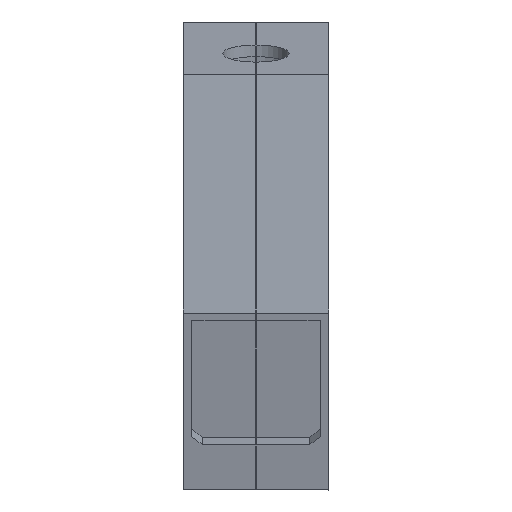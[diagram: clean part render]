
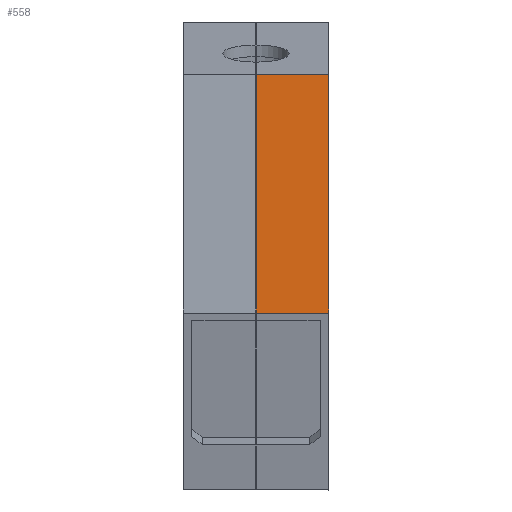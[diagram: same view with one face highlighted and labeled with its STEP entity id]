
A CAD part, top view. The second image highlights one B-rep face of the part: STEP entity #558.
In plain terms, the highlighted planar face has unit normal (0, 0, 1).
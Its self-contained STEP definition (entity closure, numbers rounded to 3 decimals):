
#538=AXIS2_PLACEMENT_3D('Plane Axis2P3D',#535,#536,#537) ;
#77=CARTESIAN_POINT('Vertex',(15.1,43.007,70.1)) ;
#80=CARTESIAN_POINT('Line Origine',(15.1,30.647,70.1)) ;
#84=CARTESIAN_POINT('Vertex',(15.1,18.287,70.1)) ;
#517=CARTESIAN_POINT('Vertex',(7.6,43.007,70.1)) ;
#520=CARTESIAN_POINT('Line Origine',(11.35,43.007,70.1)) ;
#535=CARTESIAN_POINT('Axis2P3D Location',(15.1,43.007,70.1)) ;
#540=CARTESIAN_POINT('Line Origine',(7.6,30.647,70.1)) ;
#544=CARTESIAN_POINT('Vertex',(7.6,18.287,70.1)) ;
#547=CARTESIAN_POINT('Line Origine',(11.35,18.287,70.1)) ;
#81=DIRECTION('Vector Direction',(0.,-1.,0.)) ;
#521=DIRECTION('Vector Direction',(-1.,0.,0.)) ;
#536=DIRECTION('Axis2P3D Direction',(0.,0.,-1.)) ;
#537=DIRECTION('Axis2P3D XDirection',(0.,-1.,0.)) ;
#541=DIRECTION('Vector Direction',(0.,-1.,0.)) ;
#548=DIRECTION('Vector Direction',(-1.,0.,0.)) ;
#82=VECTOR('Line Direction',#81,1.) ;
#522=VECTOR('Line Direction',#521,1.) ;
#542=VECTOR('Line Direction',#541,1.) ;
#549=VECTOR('Line Direction',#548,1.) ;
#553=ORIENTED_EDGE('',*,*,#546,.F.) ;
#554=ORIENTED_EDGE('',*,*,#551,.F.) ;
#555=ORIENTED_EDGE('',*,*,#86,.F.) ;
#556=ORIENTED_EDGE('',*,*,#524,.T.) ;
#558=ADVANCED_FACE('SECONDARY',(#557),#539,.F.) ;
#86=EDGE_CURVE('',#78,#85,#83,.T.) ;
#524=EDGE_CURVE('',#78,#518,#523,.T.) ;
#546=EDGE_CURVE('',#545,#518,#543,.F.) ;
#551=EDGE_CURVE('',#85,#545,#550,.T.) ;
#552=EDGE_LOOP('',(#553,#554,#555,#556)) ;
#557=FACE_OUTER_BOUND('',#552,.T.) ;
#83=LINE('Line',#80,#82) ;
#523=LINE('Line',#520,#522) ;
#543=LINE('Line',#540,#542) ;
#550=LINE('Line',#547,#549) ;
#539=PLANE('',#538) ;
#78=VERTEX_POINT('',#77) ;
#85=VERTEX_POINT('',#84) ;
#518=VERTEX_POINT('',#517) ;
#545=VERTEX_POINT('',#544) ;
